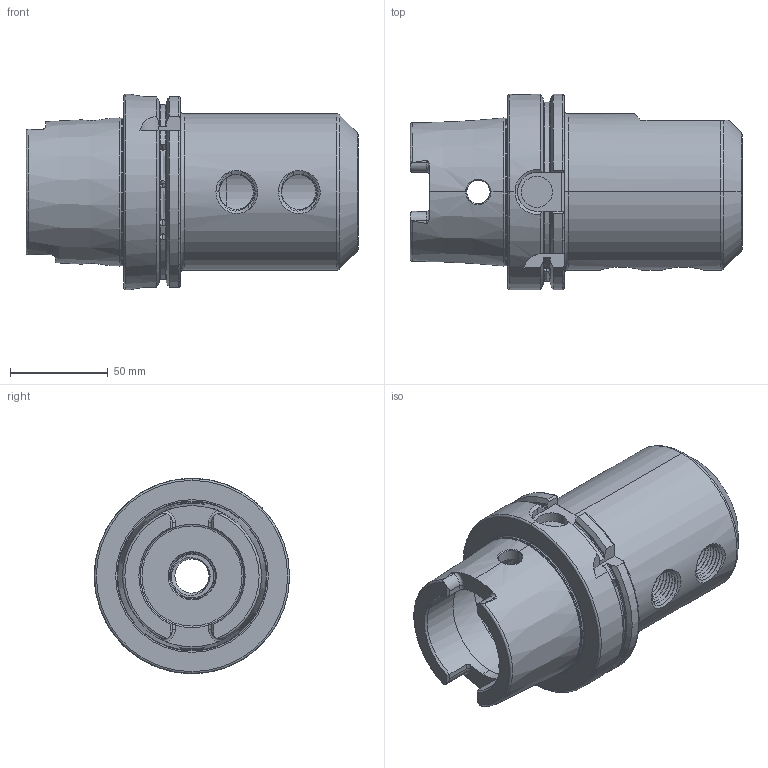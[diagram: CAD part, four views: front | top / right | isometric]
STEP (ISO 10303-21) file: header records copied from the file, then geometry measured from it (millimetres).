
FILE_DESCRIPTION (( 'STEP AP203' ), '1' );
FILE_NAME ('A100.05.40.STEP', '2016-10-19T05:15:16', ( '' ), ( '' ), 'SwSTEP 2.0', 'SolidWorks 2012', '' );
FILE_SCHEMA (( 'CONFIG_CONTROL_DESIGN' ));
Length unit declared in the file: millimetre
Products named in the file (1): A100.05.40
Bounding box: 170 x 100 x 100 mm (x, y, z)
Volume: 584712.1 mm3; surface area: 86438 mm2
Topology: 1 solids, 1 shells, 286 faces, 798 edges, 509 vertices
Faces by surface type: cylinder 131, plane 49, torus 38, bspline 35, cone 33
Entity records: 39805 total; most frequent: CARTESIAN_POINT 33334, ORIENTED_EDGE 1576, DIRECTION 1091, EDGE_CURVE 788, VERTEX_POINT 509, AXIS2_PLACEMENT_3D 438, EDGE_LOOP 301, FACE_OUTER_BOUND 286
